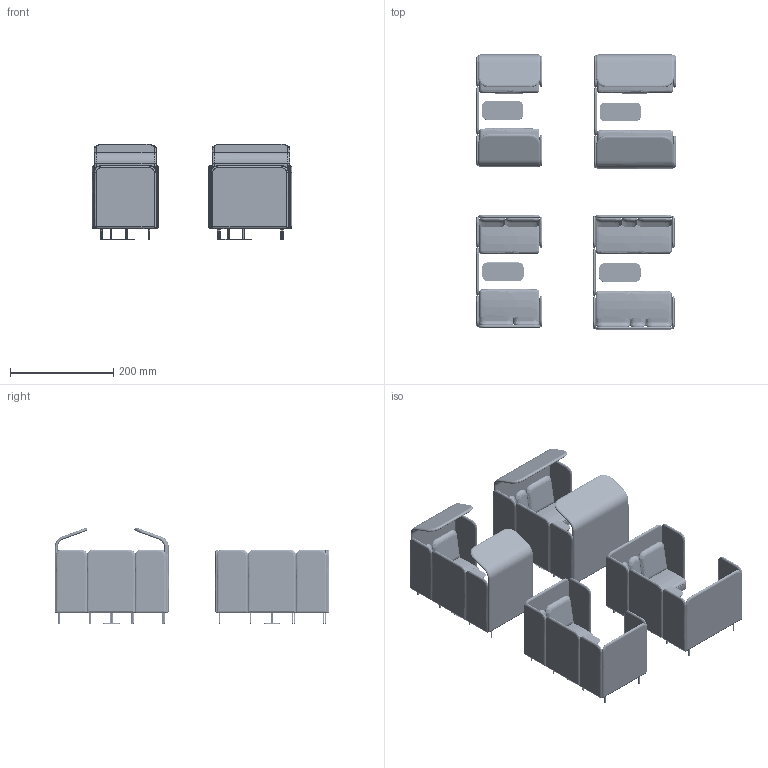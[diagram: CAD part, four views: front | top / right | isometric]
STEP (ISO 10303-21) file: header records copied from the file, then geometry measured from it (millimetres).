
FILE_DESCRIPTION(/* description */ (''),/* implementation_level */ '2;1');
FILE_NAME(/* name */ 'AUGUST~1',/* time_stamp */ '2023-05-25T12:51:14+03:00',/* author */ (''),/* organization */ (''),/* preprocessor_version */ 'ST-DEVELOPER v15',/* originating_system */ '',/* authorisation */ '');
FILE_SCHEMA (('AUTOMOTIVE_DESIGN'));
Length unit declared in the file: millimetre
Products named in the file (65): Document; August_S2-H2_mockup(1); istepadi-L1_3ddwg; küljepadiH2_3ddwg; tagakülgL1H2_3ddwg; SP665; SP505; Metalljalg_August_30x230(24); IFF3026-28S-Ackurat; Toru-30x2x220; Plaat; Metalljalg_August_30x230(25); Metalljalg_August_30x230(26); Metalljalg_August_30x230(27); WorkbayvahekilpH23ddwg; August_S2-H2_mockup; Metalljalg_August_30x230; Metalljalg_August_30x230(1); Metalljalg_August_30x230(2); Metalljalg_August_30x230(3); August_S2-H3_mockup; Katus_L1_3ddwg; Metalljalg_August_30x230(4); Metalljalg_August_30x230(5); Metalljalg_August_30x230(6); Metalljalg_August_30x230(7); Augustlaud_v1; jalatoru; Jalaplaat; A_laud_det1; Plaat_v1_valcrhomat; jalapunn; August_S2-H3_mockup(1); Metalljalg_August_30x230(8); Metalljalg_August_30x230(9); Metalljalg_August_30x230(10); Metalljalg_August_30x230(11); August_S25_H2_mockup; istepadi-L2_3ddwg; tagakülgL2H2_3ddwg ...
Assembly tree (232 placements, depth 4):
  Document
    August_S2-H2_mockup(1)
      istepadi-L1_3ddwg
      küljepadiH2_3ddwg  x2
      tagakülgL1H2_3ddwg
      SP665
      SP505
      Metalljalg_August_30x230(24)
        IFF3026-28S-Ackurat
        Toru-30x2x220
        Plaat
      Metalljalg_August_30x230(25)
        IFF3026-28S-Ackurat
        Toru-30x2x220
        Plaat
      Metalljalg_August_30x230(26)
        IFF3026-28S-Ackurat
        Toru-30x2x220
        Plaat
      Metalljalg_August_30x230(27)
        IFF3026-28S-Ackurat
        Toru-30x2x220
        Plaat
    WorkbayvahekilpH23ddwg  x4
    August_S2-H2_mockup
      istepadi-L1_3ddwg
      küljepadiH2_3ddwg  x2
      tagakülgL1H2_3ddwg
      SP665
      SP505
      Metalljalg_August_30x230
        IFF3026-28S-Ackurat
        Toru-30x2x220
        Plaat
      Metalljalg_August_30x230(1)
        IFF3026-28S-Ackurat
        Toru-30x2x220
        Plaat
      Metalljalg_August_30x230(2)
        IFF3026-28S-Ackurat
        Toru-30x2x220
        Plaat
      Metalljalg_August_30x230(3)
        IFF3026-28S-Ackurat
        Toru-30x2x220
        Plaat
    August_S2-H3_mockup
      istepadi-L1_3ddwg
      küljepadiH2_3ddwg  x2
      SP665
      SP505
      Katus_L1_3ddwg
      Metalljalg_August_30x230(4)
        IFF3026-28S-Ackurat
        Toru-30x2x220
        Plaat
      Metalljalg_August_30x230(5)
        IFF3026-28S-Ackurat
        Toru-30x2x220
        Plaat
Bounding box: 386.2 x 531.86 x 185.1 mm (x, y, z)
Volume: 2281116.1 mm3; surface area: 1116485.2 mm2
Topology: 148 solids, 316 shells, 6012 faces, 13956 edges, 8048 vertices
Faces by surface type: bspline 5012, plane 1000
Entity records: 66706 total; most frequent: CARTESIAN_POINT 54294, ORIENTED_EDGE 3392, EDGE_CURVE 1702, VERTEX_POINT 980, EDGE_LOOP 822, ADVANCED_FACE 765, FACE_OUTER_BOUND 765, DIRECTION 749
